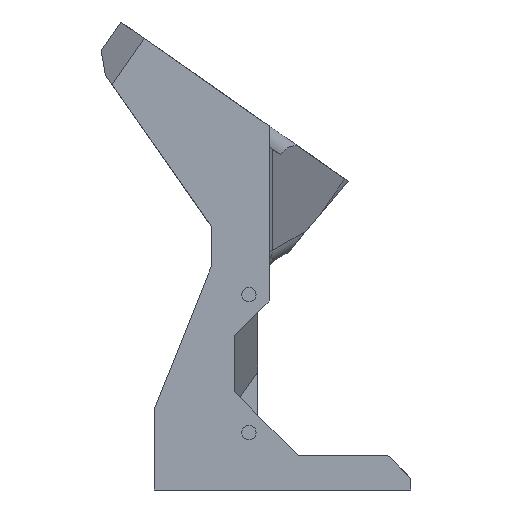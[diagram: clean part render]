
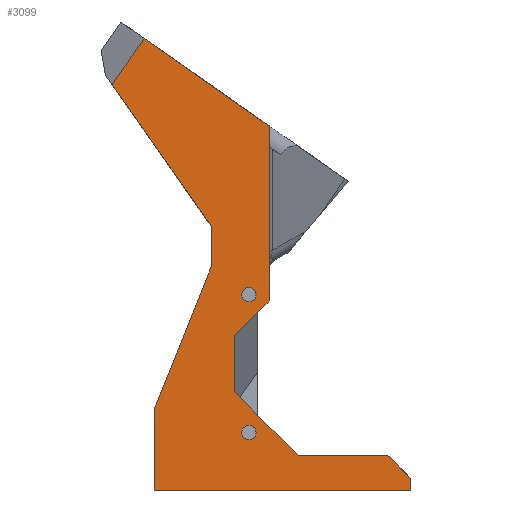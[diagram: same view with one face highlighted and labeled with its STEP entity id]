
A CAD part, left-side view. The second image highlights one B-rep face of the part: STEP entity #3099.
In plain terms, the highlighted planar face has unit normal (-1, 0, 0).
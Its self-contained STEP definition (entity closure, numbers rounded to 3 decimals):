
#15 = ORIENTED_EDGE ( 'NONE', *, *, #3374, .F. ) ;
#58 = ORIENTED_EDGE ( 'NONE', *, *, #2053, .T. ) ;
#94 = PLANE ( 'NONE',  #578 ) ;
#130 = DIRECTION ( 'NONE',  ( 0., 0., -1. ) ) ;
#139 = VERTEX_POINT ( 'NONE', #212 ) ;
#198 = CIRCLE ( 'NONE', #3430, 1.25 ) ;
#212 = CARTESIAN_POINT ( 'NONE',  ( 0., 30.7, 17.096 ) ) ;
#219 = LINE ( 'NONE', #806, #1712 ) ;
#228 = LINE ( 'NONE', #1437, #322 ) ;
#310 = VERTEX_POINT ( 'NONE', #1546 ) ;
#320 = EDGE_CURVE ( 'NONE', #1274, #1466, #1858, .T. ) ;
#322 = VECTOR ( 'NONE', #528, 1000. ) ;
#348 = EDGE_CURVE ( 'NONE', #928, #2497, #3674, .T. ) ;
#357 = ORIENTED_EDGE ( 'NONE', *, *, #986, .F. ) ;
#364 = CARTESIAN_POINT ( 'NONE',  ( 0., 0., 6. ) ) ;
#375 = LINE ( 'NONE', #1573, #1199 ) ;
#387 = VECTOR ( 'NONE', #3307, 1000. ) ;
#394 = CARTESIAN_POINT ( 'NONE',  ( 0., 44.7, 0. ) ) ;
#400 = LINE ( 'NONE', #1002, #819 ) ;
#416 = CARTESIAN_POINT ( 'NONE',  ( 0., 4., 6. ) ) ;
#419 = ORIENTED_EDGE ( 'NONE', *, *, #348, .F. ) ;
#425 = ORIENTED_EDGE ( 'NONE', *, *, #852, .F. ) ;
#441 = ORIENTED_EDGE ( 'NONE', *, *, #2517, .T. ) ;
#492 = VERTEX_POINT ( 'NONE', #2565 ) ;
#527 = LINE ( 'NONE', #814, #3560 ) ;
#528 = DIRECTION ( 'NONE',  ( 0., -0.574, -0.819 ) ) ;
#563 = DIRECTION ( 'NONE',  ( 0., 0., 1. ) ) ;
#578 = AXIS2_PLACEMENT_3D ( 'NONE', #364, #2826, #2490 ) ;
#614 = DIRECTION ( 'NONE',  ( 0., 0., -1. ) ) ;
#623 = VERTEX_POINT ( 'NONE', #850 ) ;
#656 = FACE_BOUND ( 'NONE', #3730, .T. ) ;
#674 = VERTEX_POINT ( 'NONE', #3512 ) ;
#740 = CARTESIAN_POINT ( 'NONE',  ( 0., 28.2, 35.25 ) ) ;
#806 = CARTESIAN_POINT ( 'NONE',  ( 0., 0., 0. ) ) ;
#814 = CARTESIAN_POINT ( 'NONE',  ( 0., 0., 6. ) ) ;
#817 = VECTOR ( 'NONE', #3110, 1000. ) ;
#819 = VECTOR ( 'NONE', #130, 1000. ) ;
#829 = VECTOR ( 'NONE', #614, 1000. ) ;
#850 = CARTESIAN_POINT ( 'NONE',  ( 0., 34.7, 45.832 ) ) ;
#852 = EDGE_CURVE ( 'NONE', #2015, #310, #375, .T. ) ;
#920 = EDGE_CURVE ( 'NONE', #310, #2383, #400, .T. ) ;
#928 = VERTEX_POINT ( 'NONE', #740 ) ;
#986 = EDGE_CURVE ( 'NONE', #1181, #1466, #3744, .T. ) ;
#1002 = CARTESIAN_POINT ( 'NONE',  ( 0., 0., 6. ) ) ;
#1022 = CARTESIAN_POINT ( 'NONE',  ( 0., 28.2, 34. ) ) ;
#1181 = VERTEX_POINT ( 'NONE', #2106 ) ;
#1199 = VECTOR ( 'NONE', #3463, 1000. ) ;
#1202 = AXIS2_PLACEMENT_3D ( 'NONE', #1022, #2260, #1570 ) ;
#1242 = VERTEX_POINT ( 'NONE', #394 ) ;
#1271 = VECTOR ( 'NONE', #1638, 1000. ) ;
#1274 = VERTEX_POINT ( 'NONE', #1316 ) ;
#1277 = CARTESIAN_POINT ( 'NONE',  ( 0., 30.7, 17.096 ) ) ;
#1307 = FACE_BOUND ( 'NONE', #2472, .T. ) ;
#1316 = CARTESIAN_POINT ( 'NONE',  ( 0., 30.7, 26.904 ) ) ;
#1419 = CARTESIAN_POINT ( 'NONE',  ( 0., 28.2, 32.75 ) ) ;
#1437 = CARTESIAN_POINT ( 'NONE',  ( 0., 55.083, 74.942 ) ) ;
#1466 = VERTEX_POINT ( 'NONE', #2556 ) ;
#1472 = DIRECTION ( 'NONE',  ( 0., -0.819, -0.574 ) ) ;
#1501 = EDGE_CURVE ( 'NONE', #1726, #2015, #527, .T. ) ;
#1538 = DIRECTION ( 'NONE',  ( -1., 0., 0. ) ) ;
#1546 = CARTESIAN_POINT ( 'NONE',  ( 0., 0., 2. ) ) ;
#1555 = EDGE_CURVE ( 'NONE', #2302, #1821, #198, .T. ) ;
#1570 = DIRECTION ( 'NONE',  ( 0., 0., 1. ) ) ;
#1573 = CARTESIAN_POINT ( 'NONE',  ( 0., 4., 6. ) ) ;
#1638 = DIRECTION ( 'NONE',  ( 0., 0., -1. ) ) ;
#1662 = CARTESIAN_POINT ( 'NONE',  ( 0., 44.7, 6. ) ) ;
#1698 = VECTOR ( 'NONE', #2691, 1000. ) ;
#1712 = VECTOR ( 'NONE', #2296, 1000. ) ;
#1726 = VERTEX_POINT ( 'NONE', #2479 ) ;
#1757 = DIRECTION ( 'NONE',  ( 0., 0., 1. ) ) ;
#1781 = CARTESIAN_POINT ( 'NONE',  ( 0., 28.2, 8.75 ) ) ;
#1794 = ORIENTED_EDGE ( 'NONE', *, *, #3431, .F. ) ;
#1821 = VERTEX_POINT ( 'NONE', #1781 ) ;
#1858 = LINE ( 'NONE', #3319, #1698 ) ;
#1867 = CARTESIAN_POINT ( 'NONE',  ( 0., 32.7, 69. ) ) ;
#1910 = CARTESIAN_POINT ( 'NONE',  ( 0., 0., 0. ) ) ;
#1915 = LINE ( 'NONE', #3745, #817 ) ;
#1952 = AXIS2_PLACEMENT_3D ( 'NONE', #2766, #2708, #2174 ) ;
#1973 = CIRCLE ( 'NONE', #2215, 1.25 ) ;
#2015 = VERTEX_POINT ( 'NONE', #416 ) ;
#2053 = EDGE_CURVE ( 'NONE', #2854, #674, #1915, .T. ) ;
#2106 = CARTESIAN_POINT ( 'NONE',  ( 0., 24.7, 63.398 ) ) ;
#2118 = CARTESIAN_POINT ( 'NONE',  ( 0., 34.7, 189.755 ) ) ;
#2131 = ORIENTED_EDGE ( 'NONE', *, *, #2417, .F. ) ;
#2134 = DIRECTION ( 'NONE',  ( 0., 0.371, -0.928 ) ) ;
#2138 = LINE ( 'NONE', #2739, #387 ) ;
#2143 = CARTESIAN_POINT ( 'NONE',  ( 0., 28.2, 10. ) ) ;
#2174 = DIRECTION ( 'NONE',  ( 0., 0., 1. ) ) ;
#2201 = CARTESIAN_POINT ( 'NONE',  ( 0., 24.7, 35. ) ) ;
#2215 = AXIS2_PLACEMENT_3D ( 'NONE', #2143, #1538, #1757 ) ;
#2236 = VERTEX_POINT ( 'NONE', #2965 ) ;
#2260 = DIRECTION ( 'NONE',  ( -1., 0., 0. ) ) ;
#2296 = DIRECTION ( 'NONE',  ( 0., -1., 0. ) ) ;
#2302 = VERTEX_POINT ( 'NONE', #3662 ) ;
#2362 = CARTESIAN_POINT ( 'NONE',  ( 0., 34.7, 39. ) ) ;
#2383 = VERTEX_POINT ( 'NONE', #1910 ) ;
#2417 = EDGE_CURVE ( 'NONE', #2497, #928, #3239, .T. ) ;
#2472 = EDGE_LOOP ( 'NONE', ( #419, #2131 ) ) ;
#2479 = CARTESIAN_POINT ( 'NONE',  ( 0., 19.604, 6. ) ) ;
#2490 = DIRECTION ( 'NONE',  ( 0., 0., -1. ) ) ;
#2493 = LINE ( 'NONE', #1277, #2589 ) ;
#2497 = VERTEX_POINT ( 'NONE', #1419 ) ;
#2517 = EDGE_CURVE ( 'NONE', #674, #623, #228, .T. ) ;
#2556 = CARTESIAN_POINT ( 'NONE',  ( 0., 24.7, 32.904 ) ) ;
#2565 = CARTESIAN_POINT ( 'NONE',  ( 0., 44.7, 14. ) ) ;
#2587 = LINE ( 'NONE', #1662, #1271 ) ;
#2589 = VECTOR ( 'NONE', #3120, 1000. ) ;
#2631 = EDGE_CURVE ( 'NONE', #1274, #139, #2138, .T. ) ;
#2691 = DIRECTION ( 'NONE',  ( 0., -0.707, 0.707 ) ) ;
#2708 = DIRECTION ( 'NONE',  ( -1., 0., 0. ) ) ;
#2723 = VECTOR ( 'NONE', #2134, 1000. ) ;
#2739 = CARTESIAN_POINT ( 'NONE',  ( 0., 30.7, 189.755 ) ) ;
#2766 = CARTESIAN_POINT ( 'NONE',  ( 0., 28.2, 34. ) ) ;
#2792 = FACE_OUTER_BOUND ( 'NONE', #3155, .T. ) ;
#2800 = EDGE_CURVE ( 'NONE', #1726, #139, #2493, .T. ) ;
#2823 = ORIENTED_EDGE ( 'NONE', *, *, #920, .F. ) ;
#2826 = DIRECTION ( 'NONE',  ( 1., 0., 0. ) ) ;
#2854 = VERTEX_POINT ( 'NONE', #3682 ) ;
#2892 = ORIENTED_EDGE ( 'NONE', *, *, #2800, .T. ) ;
#2922 = VECTOR ( 'NONE', #1472, 1000. ) ;
#2965 = CARTESIAN_POINT ( 'NONE',  ( 0., 34.7, 39. ) ) ;
#2972 = LINE ( 'NONE', #1867, #2922 ) ;
#2993 = EDGE_CURVE ( 'NONE', #2236, #492, #3336, .T. ) ;
#3004 = EDGE_CURVE ( 'NONE', #623, #2236, #3637, .T. ) ;
#3032 = ORIENTED_EDGE ( 'NONE', *, *, #3187, .T. ) ;
#3058 = ORIENTED_EDGE ( 'NONE', *, *, #3004, .T. ) ;
#3099 = ADVANCED_FACE ( 'NONE', ( #2792, #1307, #656 ), #94, .F. ) ;
#3110 = DIRECTION ( 'NONE',  ( 0., 0.574, -0.819 ) ) ;
#3113 = ORIENTED_EDGE ( 'NONE', *, *, #2993, .T. ) ;
#3117 = ORIENTED_EDGE ( 'NONE', *, *, #1555, .F. ) ;
#3120 = DIRECTION ( 'NONE',  ( 0., 0.707, 0.707 ) ) ;
#3126 = DIRECTION ( 'NONE',  ( 0., 0., -1. ) ) ;
#3155 = EDGE_LOOP ( 'NONE', ( #1794, #58, #441, #3058, #3113, #3032, #3551, #2823, #425, #3218, #2892, #3255, #3331, #357 ) ) ;
#3187 = EDGE_CURVE ( 'NONE', #492, #1242, #2587, .T. ) ;
#3218 = ORIENTED_EDGE ( 'NONE', *, *, #1501, .F. ) ;
#3239 = CIRCLE ( 'NONE', #1202, 1.25 ) ;
#3248 = DIRECTION ( 'NONE',  ( 0., -1., 0. ) ) ;
#3255 = ORIENTED_EDGE ( 'NONE', *, *, #2631, .F. ) ;
#3306 = DIRECTION ( 'NONE',  ( -1., 0., 0. ) ) ;
#3307 = DIRECTION ( 'NONE',  ( 0., 0., -1. ) ) ;
#3308 = EDGE_CURVE ( 'NONE', #1242, #2383, #219, .T. ) ;
#3319 = CARTESIAN_POINT ( 'NONE',  ( 0., 24.7, 32.904 ) ) ;
#3331 = ORIENTED_EDGE ( 'NONE', *, *, #320, .T. ) ;
#3336 = LINE ( 'NONE', #2362, #2723 ) ;
#3339 = CARTESIAN_POINT ( 'NONE',  ( 0., 28.2, 10. ) ) ;
#3374 = EDGE_CURVE ( 'NONE', #1821, #2302, #1973, .T. ) ;
#3430 = AXIS2_PLACEMENT_3D ( 'NONE', #3339, #3306, #563 ) ;
#3431 = EDGE_CURVE ( 'NONE', #2854, #1181, #2972, .T. ) ;
#3463 = DIRECTION ( 'NONE',  ( 0., -0.707, -0.707 ) ) ;
#3512 = CARTESIAN_POINT ( 'NONE',  ( 0., 52.031, 70.584 ) ) ;
#3551 = ORIENTED_EDGE ( 'NONE', *, *, #3308, .T. ) ;
#3555 = VECTOR ( 'NONE', #3126, 1000. ) ;
#3560 = VECTOR ( 'NONE', #3248, 1000. ) ;
#3637 = LINE ( 'NONE', #2118, #829 ) ;
#3662 = CARTESIAN_POINT ( 'NONE',  ( 0., 28.2, 11.25 ) ) ;
#3674 = CIRCLE ( 'NONE', #1952, 1.25 ) ;
#3682 = CARTESIAN_POINT ( 'NONE',  ( 0., 46.415, 78.604 ) ) ;
#3730 = EDGE_LOOP ( 'NONE', ( #3117, #15 ) ) ;
#3744 = LINE ( 'NONE', #2201, #3555 ) ;
#3745 = CARTESIAN_POINT ( 'NONE',  ( 0., 49.84, 73.713 ) ) ;
